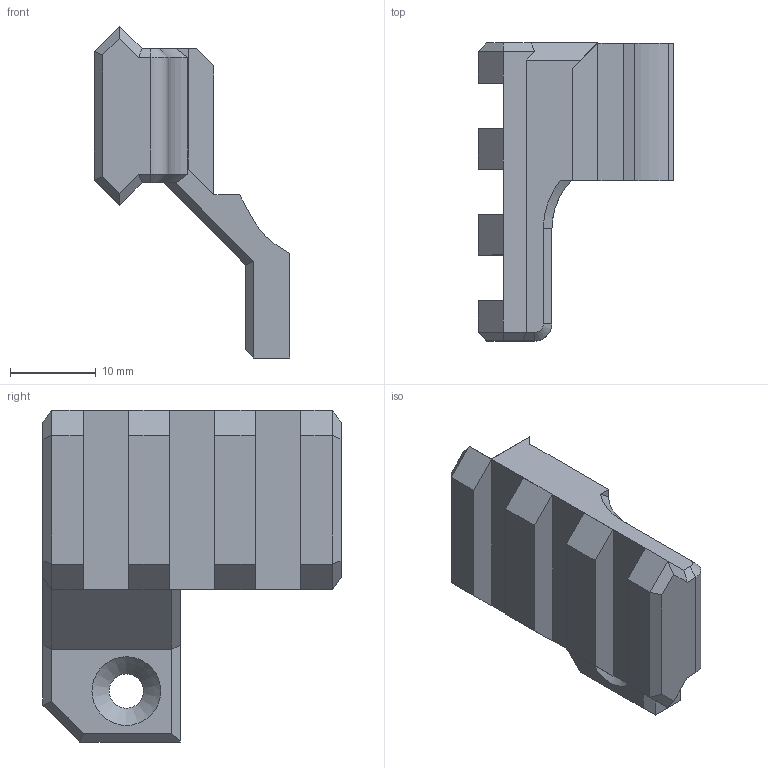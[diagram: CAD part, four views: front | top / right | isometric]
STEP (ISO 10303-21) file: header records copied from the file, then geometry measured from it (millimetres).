
FILE_DESCRIPTION(('HOOPS Exchange Step'),'2;1');
FILE_NAME('temp_export','2023-01-25T00:48:09-15:00',('mobile'),('Shapr3D Limited'),'HOOPS Exchange 2022.2','Shapr3D','Authorized');
FILE_SCHEMA( ('AUTOMOTIVE_DESIGN { 1 0 10303 214 1 1 1 1 }') );
Length unit declared in the file: millimetre
Products named in the file (1): SR-L
Bounding box: 22.8 x 34.7 x 38.65 mm (x, y, z)
Volume: 6583 mm3; surface area: 3557.6 mm2
Topology: 1 solids, 1 shells, 70 faces, 184 edges, 116 vertices
Faces by surface type: plane 61, cone 5, cylinder 4
Full cylindrical faces by diameter (mm): 4 x1
Entity records: 2145 total; most frequent: CARTESIAN_POINT 377, ORIENTED_EDGE 368, DIRECTION 340, EDGE_CURVE 184, VECTOR 166, LINE 166, VERTEX_POINT 116, AXIS2_PLACEMENT_3D 87
